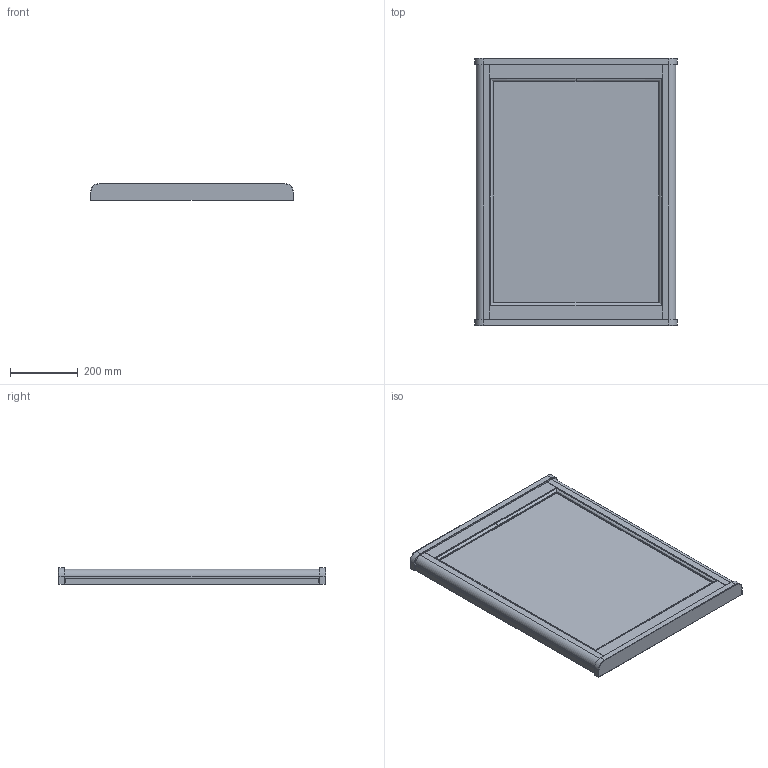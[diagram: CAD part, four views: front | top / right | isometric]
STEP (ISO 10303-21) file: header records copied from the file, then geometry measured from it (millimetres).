
FILE_DESCRIPTION (( 'STEP AP214' ), '1' );
FILE_NAME ('Sofia 60.STEP', '2019-08-21T10:18:44', ( '' ), ( '' ), 'SwSTEP 2.0', 'SolidWorks 2019', '' );
FILE_SCHEMA (( 'AUTOMOTIVE_DESIGN' ));
Length unit declared in the file: millimetre
Products named in the file (6): 190618_Sofia v7_ Side frame; Front frame_v20819_600; Sofia 60; 190618_mirror glass_600; 190618_Sofia v7_ Top frame_60; 190618_Demister Pad
Assembly tree (7 placements, depth 2):
  Sofia 60
    190618_Sofia v7_ Side frame  x2
    190618_Sofia v7_ Top frame_60  x2
    190618_mirror glass_600
    190618_Demister Pad
    Front frame_v20819_600
Bounding box: 600 x 790 x 50 mm (x, y, z)
Volume: 5916292.5 mm3; surface area: 1490084.9 mm2
Topology: 7 solids, 7 shells, 165 faces, 347 edges, 195 vertices
Faces by surface type: plane 95, cylinder 62, torus 8
Entity records: 3605 total; most frequent: CARTESIAN_POINT 669, ORIENTED_EDGE 554, DIRECTION 551, EDGE_CURVE 277, LINE 221, VECTOR 221, AXIS2_PLACEMENT_3D 165, VERTEX_POINT 155
